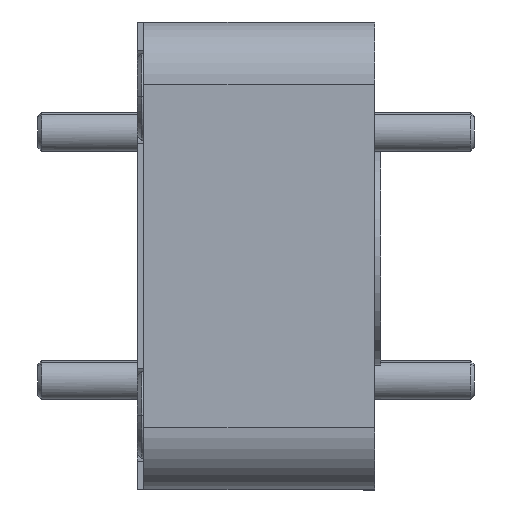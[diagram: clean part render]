
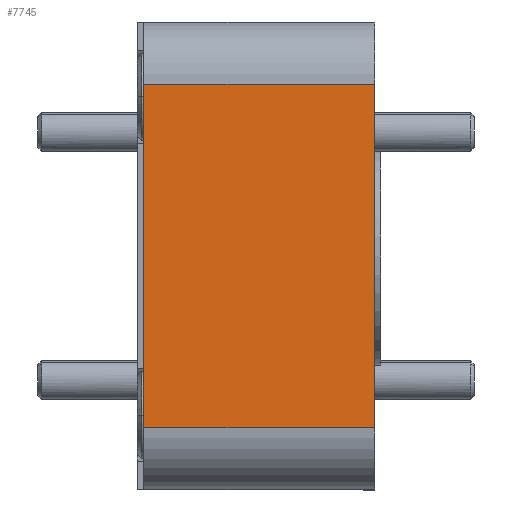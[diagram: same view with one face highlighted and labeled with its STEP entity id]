
A CAD part, left-side view. The second image highlights one B-rep face of the part: STEP entity #7745.
In plain terms, the highlighted planar face has unit normal (-1, 0, 0).
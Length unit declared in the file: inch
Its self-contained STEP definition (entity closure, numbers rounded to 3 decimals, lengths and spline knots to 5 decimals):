
#246 = FACE_OUTER_BOUND ( 'NONE', #6940, .T. ) ;
#607 = EDGE_CURVE ( 'NONE', #9096, #19617, #13527, .T. ) ;
#881 = LINE ( 'NONE', #7852, #15265 ) ;
#3421 = DIRECTION ( 'NONE',  ( 0., 0., -1. ) ) ;
#4281 = VECTOR ( 'NONE', #18565, 39.37008 ) ;
#6433 = VERTEX_POINT ( 'NONE', #15474 ) ;
#6940 = EDGE_LOOP ( 'NONE', ( #9541, #17058, #17027, #16570 ) ) ;
#6951 = VECTOR ( 'NONE', #14715, 39.37008 ) ;
#7745 = ADVANCED_FACE ( 'NONE', ( #246 ), #9165, .F. ) ;
#7852 = CARTESIAN_POINT ( 'NONE',  ( -4.24918, 0.06576, 0.09209 ) ) ;
#7923 = CARTESIAN_POINT ( 'NONE',  ( -4.24918, -0.30424, 0.19785 ) ) ;
#9096 = VERTEX_POINT ( 'NONE', #12724 ) ;
#9165 = PLANE ( 'NONE',  #9890 ) ;
#9189 = VECTOR ( 'NONE', #3421, 39.37008 ) ;
#9541 = ORIENTED_EDGE ( 'NONE', *, *, #14320, .T. ) ;
#9890 = AXIS2_PLACEMENT_3D ( 'NONE', #19587, #10559, #16042 ) ;
#10254 = CARTESIAN_POINT ( 'NONE',  ( -4.24918, -0.30424, -0.35215 ) ) ;
#10377 = EDGE_CURVE ( 'NONE', #16305, #19617, #12830, .T. ) ;
#10559 = DIRECTION ( 'NONE',  ( 1., 0., 0. ) ) ;
#11151 = CARTESIAN_POINT ( 'NONE',  ( -4.24918, -0.30424, 0.19785 ) ) ;
#12724 = CARTESIAN_POINT ( 'NONE',  ( -4.24918, 0.06576, -0.35215 ) ) ;
#12830 = LINE ( 'NONE', #20493, #9189 ) ;
#13129 = DIRECTION ( 'NONE',  ( 0., 0., 1. ) ) ;
#13527 = LINE ( 'NONE', #18678, #4281 ) ;
#14320 = EDGE_CURVE ( 'NONE', #16305, #6433, #18114, .T. ) ;
#14715 = DIRECTION ( 'NONE',  ( 0., 1., 0. ) ) ;
#15265 = VECTOR ( 'NONE', #13129, 39.37008 ) ;
#15474 = CARTESIAN_POINT ( 'NONE',  ( -4.24918, 0.06576, 0.19785 ) ) ;
#16042 = DIRECTION ( 'NONE',  ( 0., 0., 1. ) ) ;
#16305 = VERTEX_POINT ( 'NONE', #7923 ) ;
#16570 = ORIENTED_EDGE ( 'NONE', *, *, #10377, .F. ) ;
#17027 = ORIENTED_EDGE ( 'NONE', *, *, #607, .T. ) ;
#17058 = ORIENTED_EDGE ( 'NONE', *, *, #19135, .F. ) ;
#18114 = LINE ( 'NONE', #11151, #6951 ) ;
#18565 = DIRECTION ( 'NONE',  ( 0., -1., 0. ) ) ;
#18678 = CARTESIAN_POINT ( 'NONE',  ( -4.24918, -0.30424, -0.35215 ) ) ;
#19135 = EDGE_CURVE ( 'NONE', #9096, #6433, #881, .T. ) ;
#19587 = CARTESIAN_POINT ( 'NONE',  ( -4.24918, -0.30424, -0.45215 ) ) ;
#19617 = VERTEX_POINT ( 'NONE', #10254 ) ;
#20493 = CARTESIAN_POINT ( 'NONE',  ( -4.24918, -0.30424, -0.45215 ) ) ;
